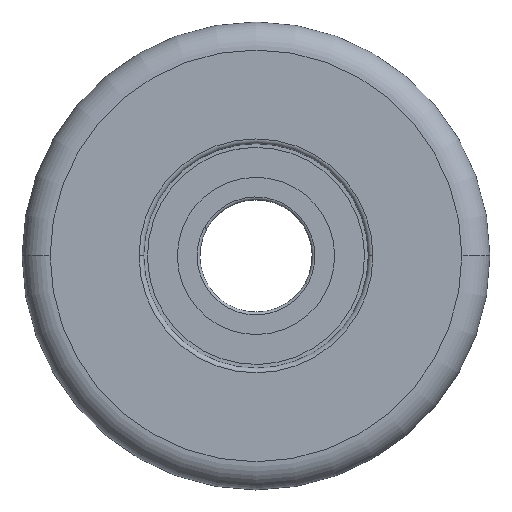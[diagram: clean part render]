
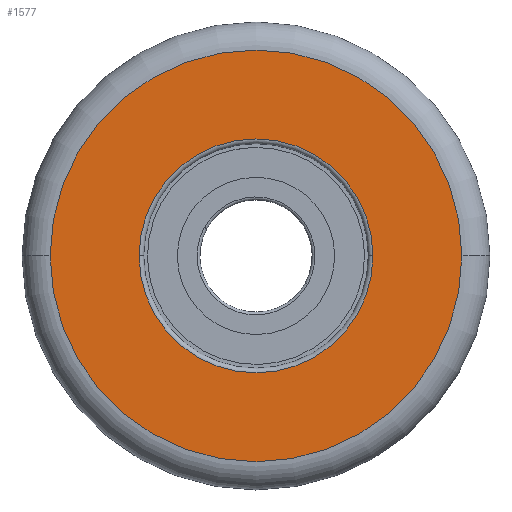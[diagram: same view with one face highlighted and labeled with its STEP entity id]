
A CAD part, top view. The second image highlights one B-rep face of the part: STEP entity #1577.
In plain terms, the highlighted planar face has unit normal (0, 0, 1).
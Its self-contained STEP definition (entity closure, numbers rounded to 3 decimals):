
#3 = EDGE_CURVE ( 'NONE', #2270, #852, #1518, .T. ) ;
#202 = FACE_BOUND ( 'NONE', #2375, .T. ) ;
#347 = ORIENTED_EDGE ( 'NONE', *, *, #2692, .T. ) ;
#410 = DIRECTION ( 'NONE',  ( 0., 0., 1. ) ) ;
#460 = DIRECTION ( 'NONE',  ( 0., 0., 1. ) ) ;
#467 = CIRCLE ( 'NONE', #556, 22. ) ;
#511 = DIRECTION ( 'NONE',  ( 0., 0., 1. ) ) ;
#556 = AXIS2_PLACEMENT_3D ( 'NONE', #2167, #630, #1058 ) ;
#579 = AXIS2_PLACEMENT_3D ( 'NONE', #1404, #1143, #1988 ) ;
#630 = DIRECTION ( 'NONE',  ( 0., 0., 1. ) ) ;
#717 = AXIS2_PLACEMENT_3D ( 'NONE', #2420, #511, #2447 ) ;
#791 = CARTESIAN_POINT ( 'NONE',  ( 34.098, -54.382, -3.021 ) ) ;
#813 = ORIENTED_EDGE ( 'NONE', *, *, #1554, .T. ) ;
#852 = VERTEX_POINT ( 'NONE', #1283 ) ;
#1057 = CARTESIAN_POINT ( 'NONE',  ( 21.598, -54.382, -3.021 ) ) ;
#1058 = DIRECTION ( 'NONE',  ( 1., 0., 0. ) ) ;
#1143 = DIRECTION ( 'NONE',  ( 0., 0., -1. ) ) ;
#1277 = DIRECTION ( 'NONE',  ( 1., 0., 0. ) ) ;
#1283 = CARTESIAN_POINT ( 'NONE',  ( 9.098, -54.382, -3.021 ) ) ;
#1289 = PLANE ( 'NONE',  #579 ) ;
#1309 = VERTEX_POINT ( 'NONE', #1768 ) ;
#1328 = CARTESIAN_POINT ( 'NONE',  ( 43.598, -54.382, -3.021 ) ) ;
#1330 = DIRECTION ( 'NONE',  ( 1., 0., 0. ) ) ;
#1347 = CIRCLE ( 'NONE', #2696, 22. ) ;
#1404 = CARTESIAN_POINT ( 'NONE',  ( 21.598, -41.882, -3.021 ) ) ;
#1518 = CIRCLE ( 'NONE', #1653, 12.5 ) ;
#1554 = EDGE_CURVE ( 'NONE', #1309, #2545, #1347, .T. ) ;
#1577 = ADVANCED_FACE ( 'NONE', ( #202, #2547 ), #1289, .F. ) ;
#1653 = AXIS2_PLACEMENT_3D ( 'NONE', #2155, #460, #1330 ) ;
#1668 = EDGE_CURVE ( 'NONE', #852, #2270, #2310, .T. ) ;
#1768 = CARTESIAN_POINT ( 'NONE',  ( -0.402, -54.382, -3.021 ) ) ;
#1988 = DIRECTION ( 'NONE',  ( -1., 0., 0. ) ) ;
#2155 = CARTESIAN_POINT ( 'NONE',  ( 21.598, -54.382, -3.021 ) ) ;
#2167 = CARTESIAN_POINT ( 'NONE',  ( 21.598, -54.382, -3.021 ) ) ;
#2270 = VERTEX_POINT ( 'NONE', #791 ) ;
#2310 = CIRCLE ( 'NONE', #717, 12.5 ) ;
#2372 = ORIENTED_EDGE ( 'NONE', *, *, #3, .F. ) ;
#2375 = EDGE_LOOP ( 'NONE', ( #2372, #2733 ) ) ;
#2420 = CARTESIAN_POINT ( 'NONE',  ( 21.598, -54.382, -3.021 ) ) ;
#2447 = DIRECTION ( 'NONE',  ( 1., 0., 0. ) ) ;
#2488 = EDGE_LOOP ( 'NONE', ( #347, #813 ) ) ;
#2545 = VERTEX_POINT ( 'NONE', #1328 ) ;
#2547 = FACE_OUTER_BOUND ( 'NONE', #2488, .T. ) ;
#2692 = EDGE_CURVE ( 'NONE', #2545, #1309, #467, .T. ) ;
#2696 = AXIS2_PLACEMENT_3D ( 'NONE', #1057, #410, #1277 ) ;
#2733 = ORIENTED_EDGE ( 'NONE', *, *, #1668, .F. ) ;
